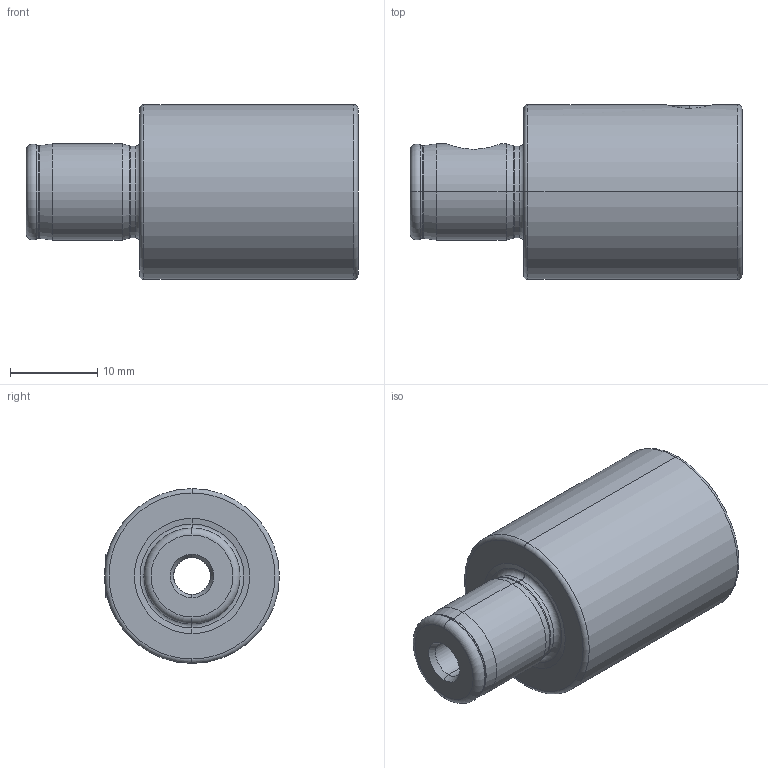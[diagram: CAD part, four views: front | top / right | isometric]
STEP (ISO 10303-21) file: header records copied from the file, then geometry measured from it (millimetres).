
FILE_DESCRIPTION (( 'STEP AP214' ), '1' );
FILE_NAME ('WH1-WH1.001.025.STEP', '2015-09-25T12:26:28', ( 'SWIAdmin' ), ( 'Hewlett-Packard Company' ), 'SwSTEP 2.0', 'SolidWorks 2015', '' );
FILE_SCHEMA (( 'AUTOMOTIVE_DESIGN' ));
Length unit declared in the file: millimetre
Products named in the file (3): WH1-ER1.001.008; WH1-WH1.001.025_A; WH1-WH1.001.025
Assembly tree (2 placements, depth 2):
  WH1-WH1.001.025
    WH1-WH1.001.025_A
    WH1-ER1.001.008
Bounding box: 38 x 20 x 20 mm (x, y, z)
Volume: 7499.8 mm3; surface area: 3552 mm2
Topology: 2 solids, 2 shells, 69 faces, 144 edges, 82 vertices
Faces by surface type: torus 20, cone 18, cylinder 16, plane 13, bspline 2
Entity records: 2300 total; most frequent: CARTESIAN_POINT 642, DIRECTION 356, ORIENTED_EDGE 288, AXIS2_PLACEMENT_3D 152, EDGE_CURVE 144, VERTEX_POINT 82, CIRCLE 80, EDGE_LOOP 78
